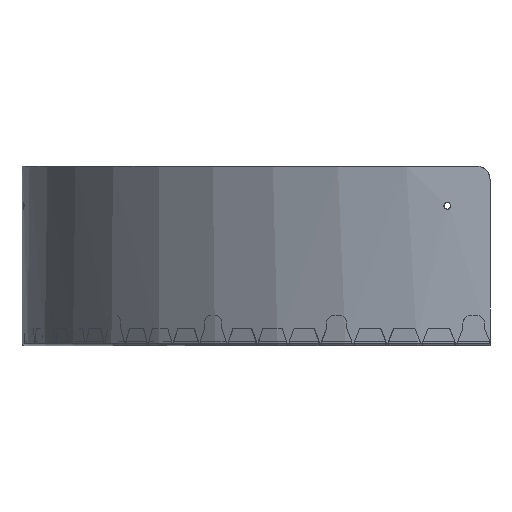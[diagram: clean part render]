
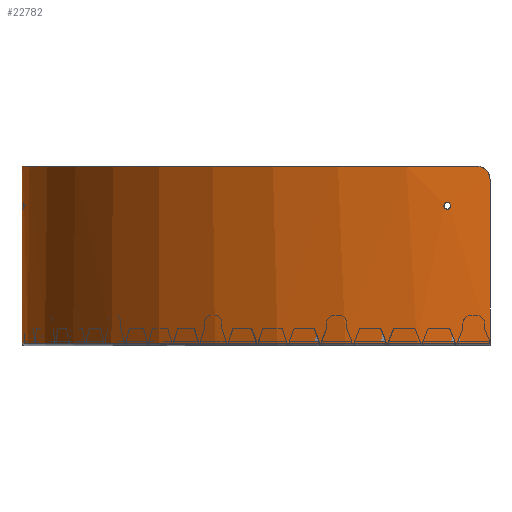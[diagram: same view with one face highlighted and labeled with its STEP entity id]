
A CAD part, left-side view. The second image highlights one B-rep face of the part: STEP entity #22782.
In plain terms, the highlighted cylindrical face has radius 177.19 mm (diameter 354.38 mm), a partial arc.
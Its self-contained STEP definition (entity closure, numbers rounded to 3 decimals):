
#20=B_SPLINE_CURVE_WITH_KNOTS('',3,(#39692,#39693,#39694,#39695,#39696,
#39697),.UNSPECIFIED.,.F.,.F.,(4,1,1,4),(-0.785,-0.112,
0.337,0.785),.UNSPECIFIED.);
#21=B_SPLINE_CURVE_WITH_KNOTS('',3,(#39706,#39707,#39708,#39709,#39710,
#39711),.UNSPECIFIED.,.F.,.F.,(4,1,1,4),(-0.785,-0.112,
0.337,0.785),.UNSPECIFIED.);
#22=B_SPLINE_CURVE_WITH_KNOTS('',3,(#39714,#39715,#39716,#39717,#39718,
#39719,#39720,#39721,#39722,#39723,#39724,#39725,#39726,#39727,#39728,#39729,
#39730,#39731,#39732,#39733,#39734,#39735),.UNSPECIFIED.,.T.,.F.,(4,3,3,
3,3,3,3,4),(-3.142,-2.244,-1.346,-0.449,
0.449,1.346,2.244,3.142),
 .UNSPECIFIED.);
#23=B_SPLINE_CURVE_WITH_KNOTS('',3,(#39737,#39738,#39739,#39740,#39741,
#39742,#39743,#39744,#39745,#39746,#39747,#39748,#39749,#39750,#39751,#39752,
#39753,#39754,#39755,#39756,#39757,#39758),.UNSPECIFIED.,.T.,.F.,(4,3,3,
3,3,3,3,4),(-3.142,-2.244,-1.346,-0.449,
0.449,1.346,2.244,3.142),
 .UNSPECIFIED.);
#233=FACE_BOUND('',#3987,.T.);
#234=FACE_BOUND('',#3988,.T.);
#2408=FACE_OUTER_BOUND('',#3986,.T.);
#3986=EDGE_LOOP('',(#20777,#20778,#20779,#20780,#20781,#20782));
#3987=EDGE_LOOP('',(#20783));
#3988=EDGE_LOOP('',(#20784));
#5805=LINE('',#39700,#7619);
#5807=LINE('',#39712,#7621);
#7619=VECTOR('',#33068,62.);
#7621=VECTOR('',#33074,62.);
#9059=CIRCLE('',#25598,177.19);
#9065=CIRCLE('',#25612,177.19);
#10994=VERTEX_POINT('',#39618);
#10999=VERTEX_POINT('',#39631);
#11005=VERTEX_POINT('',#39689);
#11006=VERTEX_POINT('',#39691);
#11007=VERTEX_POINT('',#39703);
#11008=VERTEX_POINT('',#39705);
#11009=VERTEX_POINT('',#39713);
#11010=VERTEX_POINT('',#39736);
#14251=EDGE_CURVE('',#10999,#10994,#9059,.T.);
#14263=EDGE_CURVE('',#11005,#11006,#20,.T.);
#14265=EDGE_CURVE('',#10994,#11006,#5805,.T.);
#14267=EDGE_CURVE('',#11007,#11005,#9065,.T.);
#14268=EDGE_CURVE('',#11008,#11007,#21,.T.);
#14269=EDGE_CURVE('',#10999,#11008,#5807,.T.);
#14270=EDGE_CURVE('',#11009,#11009,#22,.T.);
#14271=EDGE_CURVE('',#11010,#11010,#23,.T.);
#20777=ORIENTED_EDGE('',*,*,#14263,.F.);
#20778=ORIENTED_EDGE('',*,*,#14267,.F.);
#20779=ORIENTED_EDGE('',*,*,#14268,.F.);
#20780=ORIENTED_EDGE('',*,*,#14269,.F.);
#20781=ORIENTED_EDGE('',*,*,#14251,.T.);
#20782=ORIENTED_EDGE('',*,*,#14265,.T.);
#20783=ORIENTED_EDGE('',*,*,#14270,.T.);
#20784=ORIENTED_EDGE('',*,*,#14271,.T.);
#21401=CYLINDRICAL_SURFACE('',#25611,177.19);
#22782=ADVANCED_FACE('',(#2408,#233,#234),#21401,.T.);
#25598=AXIS2_PLACEMENT_3D('',#39634,#33036,#33037);
#25611=AXIS2_PLACEMENT_3D('',#39702,#33070,#33071);
#25612=AXIS2_PLACEMENT_3D('',#39704,#33072,#33073);
#33036=DIRECTION('center_axis',(0.,0.,1.));
#33037=DIRECTION('ref_axis',(0.,1.,0.));
#33068=DIRECTION('',(0.,0.,1.));
#33070=DIRECTION('center_axis',(0.,0.,1.));
#33071=DIRECTION('ref_axis',(-1.,0.,0.));
#33072=DIRECTION('center_axis',(0.,0.,1.));
#33073=DIRECTION('ref_axis',(-0.028,1.,0.));
#33074=DIRECTION('',(0.,0.,1.));
#39618=CARTESIAN_POINT('',(-177.19,0.,0.));
#39631=CARTESIAN_POINT('',(0.,177.19,0.));
#39634=CARTESIAN_POINT('Origin',(0.,0.,0.));
#39689=CARTESIAN_POINT('',(-177.119,5.007,67.));
#39691=CARTESIAN_POINT('',(-177.19,0.,62.));
#39692=CARTESIAN_POINT('Ctrl Pts',(-177.119,5.007,67.));
#39693=CARTESIAN_POINT('Ctrl Pts',(-177.151,3.884,67.));
#39694=CARTESIAN_POINT('Ctrl Pts',(-177.183,2.018,66.344));
#39695=CARTESIAN_POINT('Ctrl Pts',(-177.19,0.343,
64.241));
#39696=CARTESIAN_POINT('Ctrl Pts',(-177.19,0.,62.748));
#39697=CARTESIAN_POINT('Ctrl Pts',(-177.19,0.,62.));
#39700=CARTESIAN_POINT('',(-177.19,0.,0.));
#39702=CARTESIAN_POINT('Origin',(0.,0.,67.));
#39703=CARTESIAN_POINT('',(-5.007,177.119,67.));
#39704=CARTESIAN_POINT('Origin',(0.,0.,67.));
#39705=CARTESIAN_POINT('',(0.,177.19,62.));
#39706=CARTESIAN_POINT('Ctrl Pts',(0.,177.19,62.));
#39707=CARTESIAN_POINT('Ctrl Pts',(0.,177.19,63.122));
#39708=CARTESIAN_POINT('Ctrl Pts',(-0.657,177.192,
64.985));
#39709=CARTESIAN_POINT('Ctrl Pts',(-2.763,177.173,66.658));
#39710=CARTESIAN_POINT('Ctrl Pts',(-4.258,177.14,67.));
#39711=CARTESIAN_POINT('Ctrl Pts',(-5.007,177.119,67.));
#39712=CARTESIAN_POINT('',(0.,177.19,0.));
#39713=CARTESIAN_POINT('',(-17.449,176.329,52.));
#39714=CARTESIAN_POINT('Ctrl Pts',(-17.45,176.328,52.));
#39715=CARTESIAN_POINT('Ctrl Pts',(-17.45,176.328,51.627));
#39716=CARTESIAN_POINT('Ctrl Pts',(-17.271,176.346,51.255));
#39717=CARTESIAN_POINT('Ctrl Pts',(-16.981,176.374,51.022));
#39718=CARTESIAN_POINT('Ctrl Pts',(-16.69,176.402,50.789));
#39719=CARTESIAN_POINT('Ctrl Pts',(-16.287,176.44,50.696));
#39720=CARTESIAN_POINT('Ctrl Pts',(-15.925,176.473,50.779));
#39721=CARTESIAN_POINT('Ctrl Pts',(-15.563,176.506,50.862));
#39722=CARTESIAN_POINT('Ctrl Pts',(-15.241,176.533,51.121));
#39723=CARTESIAN_POINT('Ctrl Pts',(-15.079,176.547,51.457));
#39724=CARTESIAN_POINT('Ctrl Pts',(-14.917,176.561,51.794));
#39725=CARTESIAN_POINT('Ctrl Pts',(-14.916,176.561,52.208));
#39726=CARTESIAN_POINT('Ctrl Pts',(-15.077,176.547,52.543));
#39727=CARTESIAN_POINT('Ctrl Pts',(-15.239,176.533,52.879));
#39728=CARTESIAN_POINT('Ctrl Pts',(-15.562,176.506,53.136));
#39729=CARTESIAN_POINT('Ctrl Pts',(-15.925,176.473,53.219));
#39730=CARTESIAN_POINT('Ctrl Pts',(-16.288,176.44,53.302));
#39731=CARTESIAN_POINT('Ctrl Pts',(-16.69,176.402,53.212));
#39732=CARTESIAN_POINT('Ctrl Pts',(-16.981,176.374,52.979));
#39733=CARTESIAN_POINT('Ctrl Pts',(-17.271,176.346,52.747));
#39734=CARTESIAN_POINT('Ctrl Pts',(-17.45,176.328,52.373));
#39735=CARTESIAN_POINT('Ctrl Pts',(-17.45,176.328,52.));
#39736=CARTESIAN_POINT('',(-176.558,14.956,52.));
#39737=CARTESIAN_POINT('Ctrl Pts',(-176.558,14.955,52.));
#39738=CARTESIAN_POINT('Ctrl Pts',(-176.558,14.955,51.627));
#39739=CARTESIAN_POINT('Ctrl Pts',(-176.543,15.134,51.255));
#39740=CARTESIAN_POINT('Ctrl Pts',(-176.517,15.425,51.022));
#39741=CARTESIAN_POINT('Ctrl Pts',(-176.492,15.716,50.789));
#39742=CARTESIAN_POINT('Ctrl Pts',(-176.456,16.119,50.696));
#39743=CARTESIAN_POINT('Ctrl Pts',(-176.422,16.481,50.779));
#39744=CARTESIAN_POINT('Ctrl Pts',(-176.388,16.843,50.862));
#39745=CARTESIAN_POINT('Ctrl Pts',(-176.356,17.165,51.121));
#39746=CARTESIAN_POINT('Ctrl Pts',(-176.341,17.326,51.457));
#39747=CARTESIAN_POINT('Ctrl Pts',(-176.325,17.488,51.794));
#39748=CARTESIAN_POINT('Ctrl Pts',(-176.325,17.489,52.208));
#39749=CARTESIAN_POINT('Ctrl Pts',(-176.34,17.328,52.543));
#39750=CARTESIAN_POINT('Ctrl Pts',(-176.356,17.167,52.879));
#39751=CARTESIAN_POINT('Ctrl Pts',(-176.388,16.843,53.136));
#39752=CARTESIAN_POINT('Ctrl Pts',(-176.422,16.481,53.219));
#39753=CARTESIAN_POINT('Ctrl Pts',(-176.456,16.118,53.302));
#39754=CARTESIAN_POINT('Ctrl Pts',(-176.492,15.716,53.212));
#39755=CARTESIAN_POINT('Ctrl Pts',(-176.517,15.425,52.979));
#39756=CARTESIAN_POINT('Ctrl Pts',(-176.543,15.134,52.747));
#39757=CARTESIAN_POINT('Ctrl Pts',(-176.558,14.955,52.373));
#39758=CARTESIAN_POINT('Ctrl Pts',(-176.558,14.955,52.));
